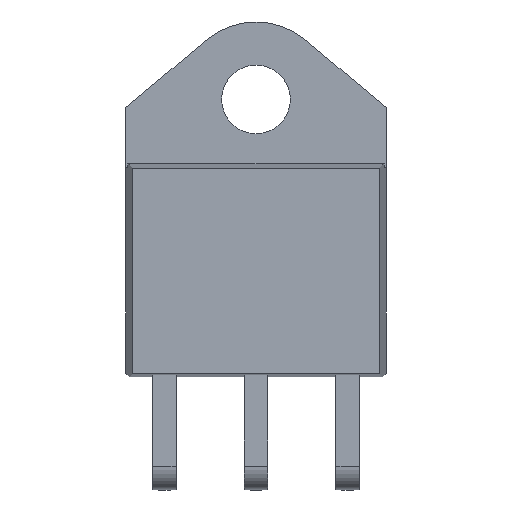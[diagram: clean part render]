
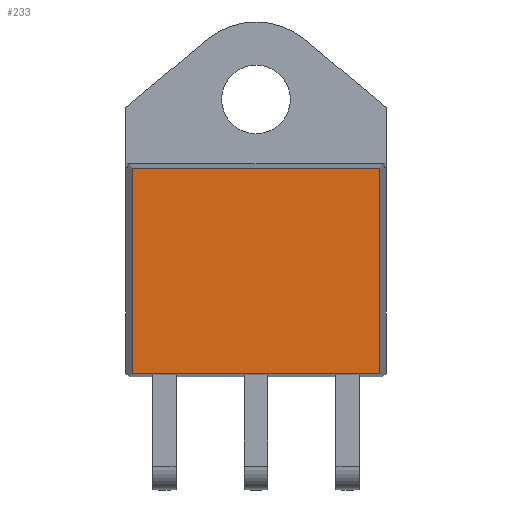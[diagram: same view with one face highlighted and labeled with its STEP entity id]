
A CAD part, top view. The second image highlights one B-rep face of the part: STEP entity #233.
In plain terms, the highlighted planar face has unit normal (0, 0, 1).
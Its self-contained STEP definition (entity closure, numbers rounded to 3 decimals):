
#233=ADVANCED_FACE('',(#911),#913,.F.);
#911=FACE_BOUND('',#912,.T.);
#912=EDGE_LOOP('',(#1428,#1429,#1430,#1431));
#913=PLANE('',#914);
#914=AXIS2_PLACEMENT_3D('',#915,#916,#917);
#915=CARTESIAN_POINT('',(0.,0.,4.6));
#916=DIRECTION('',(0.,0.,-1.));
#917=DIRECTION('',(1.,0.,0.));
#1428=ORIENTED_EDGE('',*,*,#1748,.T.);
#1429=ORIENTED_EDGE('',*,*,#1749,.T.);
#1430=ORIENTED_EDGE('',*,*,#1750,.T.);
#1431=ORIENTED_EDGE('',*,*,#1751,.F.);
#1748=EDGE_CURVE('',#1953,#1954,#1955,.T.);
#1749=EDGE_CURVE('',#1954,#1956,#1957,.T.);
#1750=EDGE_CURVE('',#1956,#1958,#1959,.T.);
#1751=EDGE_CURVE('',#1953,#1958,#1960,.T.);
#1953=VERTEX_POINT('',#2324);
#1954=VERTEX_POINT('',#2325);
#1955=LINE('',#2326,#2327);
#1956=VERTEX_POINT('',#2329);
#1957=LINE('',#2330,#2331);
#1958=VERTEX_POINT('',#2333);
#1959=LINE('',#2334,#2335);
#1960=LINE('',#2337,#2338);
#2324=CARTESIAN_POINT('',(7.348,6.544,4.6));
#2325=CARTESIAN_POINT('',(7.348,18.758,4.6));
#2326=CARTESIAN_POINT('',(7.348,6.544,4.6));
#2327=VECTOR('',#2328,1.);
#2328=DIRECTION('',(0.,1.,0.));
#2329=CARTESIAN_POINT('',(-7.348,18.758,4.6));
#2330=CARTESIAN_POINT('',(7.348,18.758,4.6));
#2331=VECTOR('',#2332,1.);
#2332=DIRECTION('',(-1.,0.,0.));
#2333=CARTESIAN_POINT('',(-7.348,6.544,4.6));
#2334=CARTESIAN_POINT('',(-7.348,18.758,4.6));
#2335=VECTOR('',#2336,1.);
#2336=DIRECTION('',(0.,-1.,0.));
#2337=CARTESIAN_POINT('',(7.348,6.544,4.6));
#2338=VECTOR('',#2339,1.);
#2339=DIRECTION('',(-1.,0.,0.));
